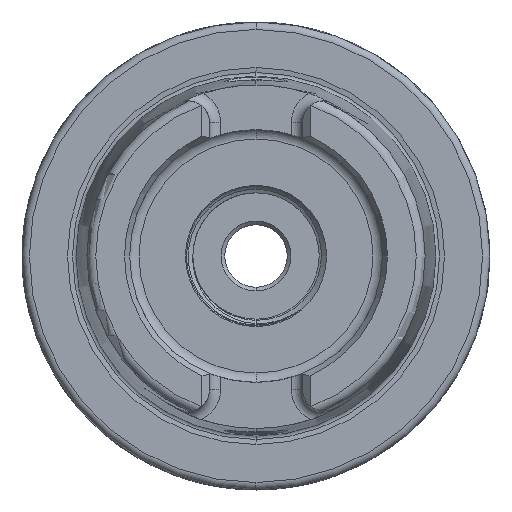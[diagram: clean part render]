
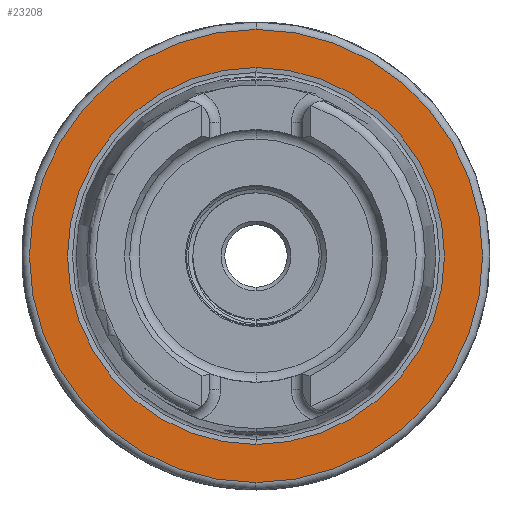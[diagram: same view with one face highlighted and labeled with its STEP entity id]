
A CAD part, left-side view. The second image highlights one B-rep face of the part: STEP entity #23208.
In plain terms, the highlighted planar face has unit normal (-1, 0, 0).
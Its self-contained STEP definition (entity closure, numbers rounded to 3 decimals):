
#4 = VERTEX_POINT ( 'NONE', #19512 ) ;
#30 = VERTEX_POINT ( 'NONE', #19562 ) ;
#47 = VERTEX_POINT ( 'NONE', #19553 ) ;
#81 = VERTEX_POINT ( 'NONE', #19637 ) ;
#1465 = AXIS2_PLACEMENT_3D ( 'NONE', #20456, #20472, #20482 ) ;
#1473 = AXIS2_PLACEMENT_3D ( 'NONE', #20688, #20696, #20671 ) ;
#1645 = AXIS2_PLACEMENT_3D ( 'NONE', #2528, #2527, #2522 ) ;
#1685 = AXIS2_PLACEMENT_3D ( 'NONE', #2526, #2535, #2536 ) ;
#1884 = AXIS2_PLACEMENT_3D ( 'NONE', #16703, #16657, #16620 ) ;
#2522 = DIRECTION ( 'NONE',  ( 0., 0., -1. ) ) ;
#2526 = CARTESIAN_POINT ( 'NONE',  ( 0., 0., 0. ) ) ;
#2527 = DIRECTION ( 'NONE',  ( 1., 0., 0. ) ) ;
#2528 = CARTESIAN_POINT ( 'NONE',  ( 0., 0., 0. ) ) ;
#2535 = DIRECTION ( 'NONE',  ( -1., 0., 0. ) ) ;
#2536 = DIRECTION ( 'NONE',  ( 0., 0., 1. ) ) ;
#7521 = ORIENTED_EDGE ( 'NONE', *, *, #26278, .T. ) ;
#7538 = ORIENTED_EDGE ( 'NONE', *, *, #26272, .T. ) ;
#7546 = ORIENTED_EDGE ( 'NONE', *, *, #25666, .T. ) ;
#7561 = ORIENTED_EDGE ( 'NONE', *, *, #25636, .T. ) ;
#8237 = FACE_BOUND ( 'NONE', #28236, .T. ) ;
#8267 = FACE_OUTER_BOUND ( 'NONE', #28232, .T. ) ;
#11422 = CIRCLE ( 'NONE', #1645, 25.369 ) ;
#11466 = CIRCLE ( 'NONE', #1685, 30.5 ) ;
#11894 = CIRCLE ( 'NONE', #1465, 25.369 ) ;
#11972 = CIRCLE ( 'NONE', #1473, 30.5 ) ;
#16620 = DIRECTION ( 'NONE',  ( 0., 0., 1. ) ) ;
#16657 = DIRECTION ( 'NONE',  ( -1., 0., 0. ) ) ;
#16679 = PLANE ( 'NONE',  #1884 ) ;
#16703 = CARTESIAN_POINT ( 'NONE',  ( 0., 25.369, 0. ) ) ;
#19512 = CARTESIAN_POINT ( 'NONE',  ( 0., 0., -30.5 ) ) ;
#19553 = CARTESIAN_POINT ( 'NONE',  ( 0., 0., 25.369 ) ) ;
#19562 = CARTESIAN_POINT ( 'NONE',  ( 0., 0., 30.5 ) ) ;
#19637 = CARTESIAN_POINT ( 'NONE',  ( 0., 0., -25.369 ) ) ;
#20456 = CARTESIAN_POINT ( 'NONE',  ( 0., 0., 0. ) ) ;
#20472 = DIRECTION ( 'NONE',  ( 1., 0., 0. ) ) ;
#20482 = DIRECTION ( 'NONE',  ( 0., 0., -1. ) ) ;
#20671 = DIRECTION ( 'NONE',  ( 0., 0., 1. ) ) ;
#20688 = CARTESIAN_POINT ( 'NONE',  ( 0., 0., 0. ) ) ;
#20696 = DIRECTION ( 'NONE',  ( -1., 0., 0. ) ) ;
#23208 = ADVANCED_FACE ( 'NONE', ( #8267, #8237 ), #16679, .T. ) ;
#25636 = EDGE_CURVE ( 'NONE', #81, #47, #11894, .T. ) ;
#25666 = EDGE_CURVE ( 'NONE', #4, #30, #11972, .T. ) ;
#26272 = EDGE_CURVE ( 'NONE', #47, #81, #11422, .T. ) ;
#26278 = EDGE_CURVE ( 'NONE', #30, #4, #11466, .T. ) ;
#28232 = EDGE_LOOP ( 'NONE', ( #7521, #7546 ) ) ;
#28236 = EDGE_LOOP ( 'NONE', ( #7538, #7561 ) ) ;
